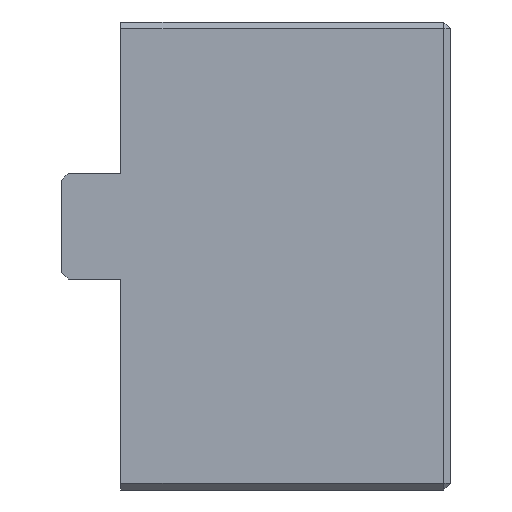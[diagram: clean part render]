
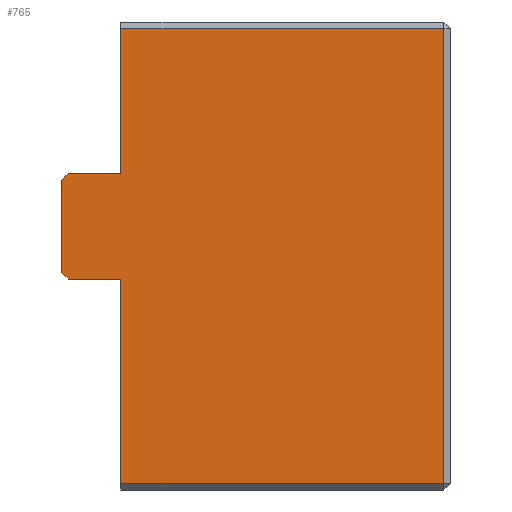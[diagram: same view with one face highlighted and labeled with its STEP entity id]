
A CAD part, left-side view. The second image highlights one B-rep face of the part: STEP entity #765.
In plain terms, the highlighted planar face has unit normal (-1, 0, 0).
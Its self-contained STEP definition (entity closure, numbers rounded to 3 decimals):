
#27=LINE('',#1085,#121);
#34=LINE('',#1099,#128);
#54=LINE('',#1137,#148);
#96=LINE('',#1220,#190);
#100=LINE('',#1228,#194);
#102=LINE('',#1232,#196);
#104=LINE('',#1236,#198);
#105=LINE('',#1238,#199);
#107=LINE('',#1242,#201);
#108=LINE('',#1244,#202);
#121=VECTOR('',#889,10.);
#128=VECTOR('',#900,10.);
#148=VECTOR('',#936,10.);
#190=VECTOR('',#1004,10.);
#194=VECTOR('',#1014,10.);
#196=VECTOR('',#1018,10.);
#198=VECTOR('',#1022,10.);
#199=VECTOR('',#1025,10.);
#201=VECTOR('',#1029,10.);
#202=VECTOR('',#1032,10.);
#252=FACE_OUTER_BOUND('',#298,.T.);
#298=EDGE_LOOP('',(#680,#681,#682,#683,#684,#685,#686,#687,#688,#689));
#325=VERTEX_POINT('',#1078);
#327=VERTEX_POINT('',#1083);
#328=VERTEX_POINT('',#1088);
#331=VERTEX_POINT('',#1095);
#369=VERTEX_POINT('',#1217);
#370=VERTEX_POINT('',#1219);
#371=VERTEX_POINT('',#1226);
#372=VERTEX_POINT('',#1230);
#373=VERTEX_POINT('',#1234);
#374=VERTEX_POINT('',#1240);
#398=EDGE_CURVE('',#327,#325,#27,.T.);
#405=EDGE_CURVE('',#328,#331,#34,.T.);
#425=EDGE_CURVE('',#325,#328,#54,.T.);
#467=EDGE_CURVE('',#370,#369,#96,.T.);
#471=EDGE_CURVE('',#371,#369,#100,.T.);
#473=EDGE_CURVE('',#372,#371,#102,.T.);
#475=EDGE_CURVE('',#373,#372,#104,.T.);
#476=EDGE_CURVE('',#327,#370,#105,.T.);
#478=EDGE_CURVE('',#373,#374,#107,.T.);
#479=EDGE_CURVE('',#374,#331,#108,.T.);
#680=ORIENTED_EDGE('',*,*,#398,.F.);
#681=ORIENTED_EDGE('',*,*,#476,.T.);
#682=ORIENTED_EDGE('',*,*,#467,.T.);
#683=ORIENTED_EDGE('',*,*,#471,.F.);
#684=ORIENTED_EDGE('',*,*,#473,.F.);
#685=ORIENTED_EDGE('',*,*,#475,.F.);
#686=ORIENTED_EDGE('',*,*,#478,.T.);
#687=ORIENTED_EDGE('',*,*,#479,.T.);
#688=ORIENTED_EDGE('',*,*,#405,.F.);
#689=ORIENTED_EDGE('',*,*,#425,.F.);
#725=PLANE('',#836);
#765=ADVANCED_FACE('',(#252),#725,.T.);
#836=AXIS2_PLACEMENT_3D('',#1245,#1033,#1034);
#889=DIRECTION('',(0.,-1.,0.));
#900=DIRECTION('',(0.,1.,0.));
#936=DIRECTION('',(0.,0.,-1.));
#1004=DIRECTION('',(0.,1.,0.));
#1014=DIRECTION('',(0.,-0.707,0.707));
#1018=DIRECTION('',(0.,0.,1.));
#1022=DIRECTION('',(0.,0.707,0.707));
#1025=DIRECTION('',(0.,0.,-1.));
#1029=DIRECTION('',(0.,-1.,0.));
#1032=DIRECTION('',(0.,0.,-1.));
#1033=DIRECTION('center_axis',(-1.,0.,0.));
#1034=DIRECTION('ref_axis',(0.,0.,1.));
#1078=CARTESIAN_POINT('',(-26.,-14.25,17.25));
#1083=CARTESIAN_POINT('',(-26.,10.25,17.25));
#1085=CARTESIAN_POINT('',(-26.,0.,17.25));
#1088=CARTESIAN_POINT('',(-26.,-14.25,-17.25));
#1095=CARTESIAN_POINT('',(-26.,10.25,-17.25));
#1099=CARTESIAN_POINT('',(-26.,0.,-17.25));
#1137=CARTESIAN_POINT('',(-26.,-14.25,-8.875));
#1217=CARTESIAN_POINT('',(-26.,14.25,6.25));
#1219=CARTESIAN_POINT('',(-26.,10.25,6.25));
#1220=CARTESIAN_POINT('',(-26.,5.125,6.25));
#1226=CARTESIAN_POINT('',(-26.,14.75,5.75));
#1228=CARTESIAN_POINT('',(-26.,16.813,3.687));
#1230=CARTESIAN_POINT('',(-26.,14.75,-1.25));
#1232=CARTESIAN_POINT('',(-26.,14.75,17.75));
#1234=CARTESIAN_POINT('',(-26.,14.25,-1.75));
#1236=CARTESIAN_POINT('',(-26.,6.812,-9.187));
#1238=CARTESIAN_POINT('',(-26.,10.25,0.));
#1240=CARTESIAN_POINT('',(-26.,10.25,-1.75));
#1242=CARTESIAN_POINT('',(-26.,7.375,-1.75));
#1244=CARTESIAN_POINT('',(-26.,10.25,-9.75));
#1245=CARTESIAN_POINT('Origin',(-26.,0.,-17.75));
